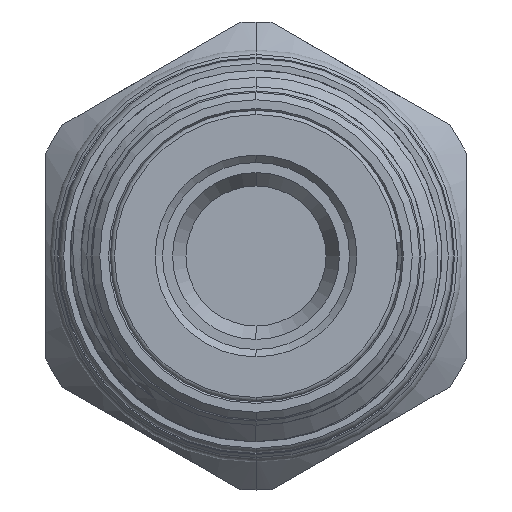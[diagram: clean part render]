
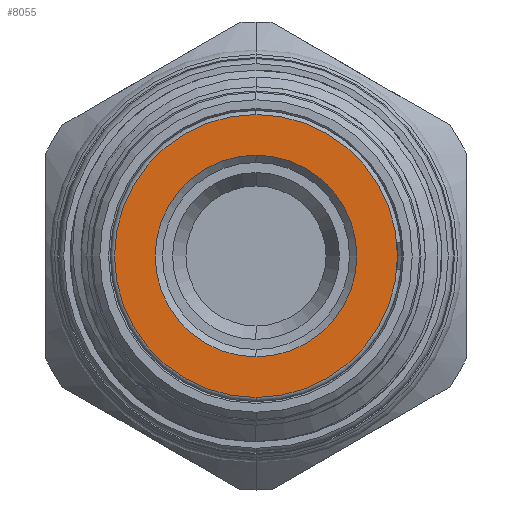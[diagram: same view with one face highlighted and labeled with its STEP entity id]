
A CAD part, left-side view. The second image highlights one B-rep face of the part: STEP entity #8055.
In plain terms, the highlighted planar face has unit normal (-1, 0, 0).
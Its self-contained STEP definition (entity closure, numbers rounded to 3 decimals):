
#245 = EDGE_CURVE ( 'NONE', #8957, #7580, #9112, .T. ) ;
#248 = EDGE_CURVE ( 'NONE', #9016, #7148, #9052, .T. ) ;
#946 = CIRCLE ( 'NONE', #10090, 6.85 ) ;
#1066 = EDGE_LOOP ( 'NONE', ( #10670, #10678 ) ) ;
#1165 = CIRCLE ( 'NONE', #10103, 9.615 ) ;
#1525 = ORIENTED_EDGE ( 'NONE', *, *, #9672, .T. ) ;
#1544 = ORIENTED_EDGE ( 'NONE', *, *, #245, .T. ) ;
#1744 = DIRECTION ( 'NONE',  ( 1., 0., 0. ) ) ;
#1749 = DIRECTION ( 'NONE',  ( 0., 0., -1. ) ) ;
#4019 = CARTESIAN_POINT ( 'NONE',  ( -85.72, 0., -6.85 ) ) ;
#4247 = CARTESIAN_POINT ( 'NONE',  ( -85.72, 0., 9.615 ) ) ;
#5481 = PLANE ( 'NONE',  #10064 ) ;
#5529 = CARTESIAN_POINT ( 'NONE',  ( -85.72, 0., 0. ) ) ;
#5531 = DIRECTION ( 'NONE',  ( 0., 0., 1. ) ) ;
#5533 = DIRECTION ( 'NONE',  ( -1., 0., 0. ) ) ;
#5885 = CARTESIAN_POINT ( 'NONE',  ( -85.72, 0., 6.85 ) ) ;
#5917 = CARTESIAN_POINT ( 'NONE',  ( -85.72, 0., -9.615 ) ) ;
#6124 = DIRECTION ( 'NONE',  ( 1., 0., 0. ) ) ;
#6127 = CARTESIAN_POINT ( 'NONE',  ( -85.72, 0., 0. ) ) ;
#6472 = DIRECTION ( 'NONE',  ( 0., 0., -1. ) ) ;
#6473 = DIRECTION ( 'NONE',  ( 1., 0., 0. ) ) ;
#6474 = CARTESIAN_POINT ( 'NONE',  ( -85.72, 0., 0. ) ) ;
#6608 = DIRECTION ( 'NONE',  ( 0., 0., -1. ) ) ;
#7148 = VERTEX_POINT ( 'NONE', #5917 ) ;
#7580 = VERTEX_POINT ( 'NONE', #5885 ) ;
#8055 = ADVANCED_FACE ( 'NONE', ( #8319, #8634 ), #5481, .T. ) ;
#8319 = FACE_BOUND ( 'NONE', #8716, .T. ) ;
#8634 = FACE_OUTER_BOUND ( 'NONE', #1066, .T. ) ;
#8716 = EDGE_LOOP ( 'NONE', ( #1525, #1544 ) ) ;
#8957 = VERTEX_POINT ( 'NONE', #4019 ) ;
#9016 = VERTEX_POINT ( 'NONE', #4247 ) ;
#9052 = CIRCLE ( 'NONE', #9716, 9.615 ) ;
#9112 = CIRCLE ( 'NONE', #9678, 6.85 ) ;
#9379 = CARTESIAN_POINT ( 'NONE',  ( -85.72, 0., 0. ) ) ;
#9382 = CARTESIAN_POINT ( 'NONE',  ( -85.72, 0., 0. ) ) ;
#9394 = DIRECTION ( 'NONE',  ( 0., 0., -1. ) ) ;
#9395 = DIRECTION ( 'NONE',  ( 1., 0., 0. ) ) ;
#9672 = EDGE_CURVE ( 'NONE', #7580, #8957, #946, .T. ) ;
#9678 = AXIS2_PLACEMENT_3D ( 'NONE', #9382, #9395, #9394 ) ;
#9716 = AXIS2_PLACEMENT_3D ( 'NONE', #9379, #1744, #1749 ) ;
#9884 = EDGE_CURVE ( 'NONE', #7148, #9016, #1165, .T. ) ;
#10064 = AXIS2_PLACEMENT_3D ( 'NONE', #5529, #5533, #5531 ) ;
#10090 = AXIS2_PLACEMENT_3D ( 'NONE', #6127, #6124, #6608 ) ;
#10103 = AXIS2_PLACEMENT_3D ( 'NONE', #6474, #6473, #6472 ) ;
#10670 = ORIENTED_EDGE ( 'NONE', *, *, #9884, .F. ) ;
#10678 = ORIENTED_EDGE ( 'NONE', *, *, #248, .F. ) ;
